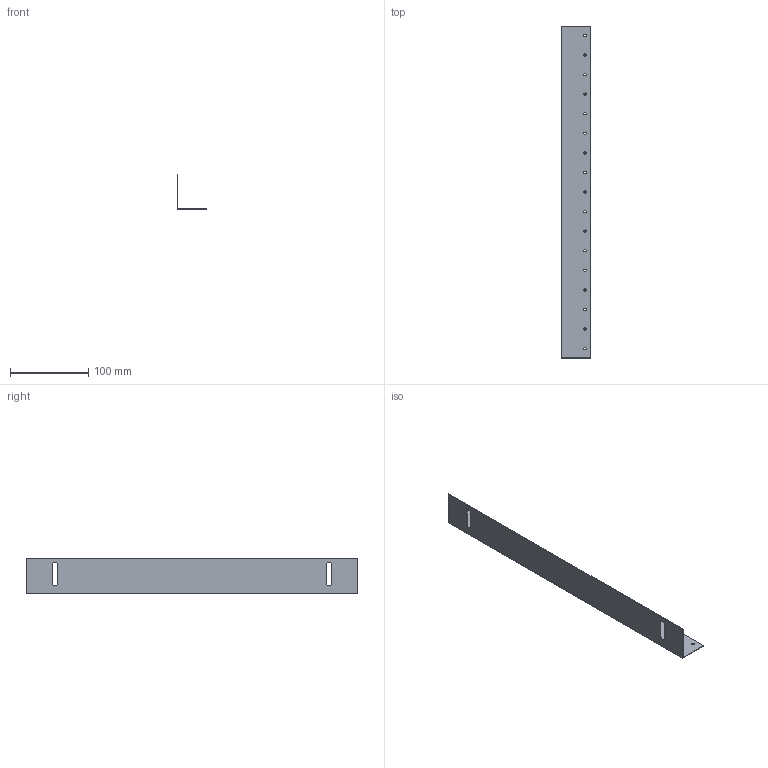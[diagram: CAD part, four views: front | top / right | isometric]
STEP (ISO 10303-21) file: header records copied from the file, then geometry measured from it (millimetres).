
FILE_DESCRIPTION (( 'STEP AP214' ), '1' );
FILE_NAME ('Y-PL-U-2-0 Óãîëîê ëèöåâîé ïàíåëè ÙÌÏ-2 PRO (ê-ò 2 øò.).STEP', '2016-08-12T07:16:06', ( 'user' ), ( '' ), 'SwSTEP 2.0', 'SolidWorks 2014', '' );
FILE_SCHEMA (( 'AUTOMOTIVE_DESIGN' ));
Length unit declared in the file: millimetre
Products named in the file (1): Y-PL-U-2-0 Óãîëîê ëèöåâîé ïàíåëè ÙÌÏ-2 PRO (ê-ò 2 øò.)
Bounding box: 38 x 424 x 45 mm (x, y, z)
Volume: 27466.9 mm3; surface area: 69714.2 mm2
Topology: 1 solids, 1 shells, 52 faces, 150 edges, 100 vertices
Faces by surface type: cylinder 40, plane 12
Entity records: 1864 total; most frequent: DIRECTION 336, CARTESIAN_POINT 303, ORIENTED_EDGE 300, EDGE_CURVE 150, AXIS2_PLACEMENT_3D 133, VERTEX_POINT 100, EDGE_LOOP 90, CIRCLE 80
